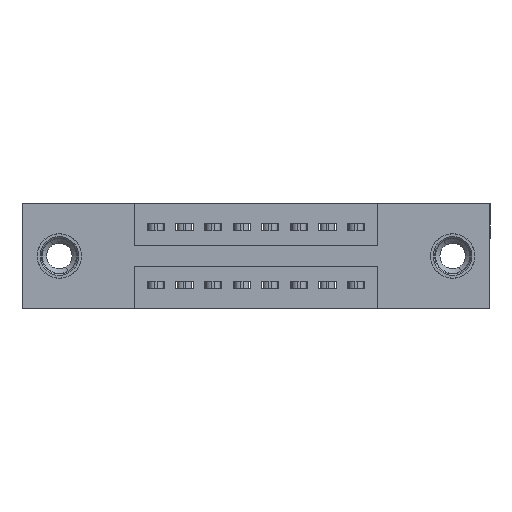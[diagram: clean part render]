
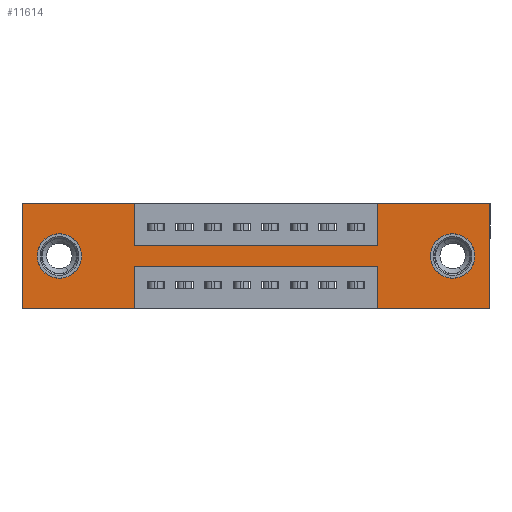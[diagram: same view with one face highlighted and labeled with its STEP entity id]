
A CAD part, front view. The second image highlights one B-rep face of the part: STEP entity #11614.
In plain terms, the highlighted planar face has unit normal (0, -1, 0).
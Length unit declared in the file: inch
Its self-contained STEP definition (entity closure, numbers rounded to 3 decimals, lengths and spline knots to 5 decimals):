
#1 = EDGE_CURVE ( 'NONE', #7134, #2313, #11528, .T. ) ;
#46 = VERTEX_POINT ( 'NONE', #14501 ) ;
#54 = DIRECTION ( 'NONE',  ( 0., 0., -1. ) ) ;
#58 = EDGE_CURVE ( 'NONE', #15360, #9637, #5095, .T. ) ;
#168 = VERTEX_POINT ( 'NONE', #12316 ) ;
#329 = ORIENTED_EDGE ( 'NONE', *, *, #1913, .F. ) ;
#342 = CIRCLE ( 'NONE', #4165, 0.078 ) ;
#393 = EDGE_CURVE ( 'NONE', #9637, #535, #14777, .T. ) ;
#527 = ORIENTED_EDGE ( 'NONE', *, *, #6405, .F. ) ;
#535 = VERTEX_POINT ( 'NONE', #1136 ) ;
#678 = LINE ( 'NONE', #13332, #5838 ) ;
#707 = AXIS2_PLACEMENT_3D ( 'NONE', #6730, #12725, #9214 ) ;
#729 = LINE ( 'NONE', #2496, #11971 ) ;
#808 = DIRECTION ( 'NONE',  ( -1., 0., 0. ) ) ;
#952 = CARTESIAN_POINT ( 'NONE',  ( 0.3925, 0., -0.37 ) ) ;
#1093 = VECTOR ( 'NONE', #3008, 39.37008 ) ;
#1094 = DIRECTION ( 'NONE',  ( 0., 0., 1. ) ) ;
#1136 = CARTESIAN_POINT ( 'NONE',  ( 0., 0., 0. ) ) ;
#1195 = CARTESIAN_POINT ( 'NONE',  ( 0.13, 0., -0.185 ) ) ;
#1243 = CARTESIAN_POINT ( 'NONE',  ( 1.2425, 0., 0. ) ) ;
#1449 = LINE ( 'NONE', #1243, #10024 ) ;
#1471 = EDGE_CURVE ( 'NONE', #11206, #15360, #2494, .T. ) ;
#1566 = EDGE_CURVE ( 'NONE', #4401, #5742, #2911, .T. ) ;
#1825 = ORIENTED_EDGE ( 'NONE', *, *, #393, .F. ) ;
#1894 = EDGE_LOOP ( 'NONE', ( #5517, #10222 ) ) ;
#1913 = EDGE_CURVE ( 'NONE', #5697, #168, #678, .T. ) ;
#1922 = ORIENTED_EDGE ( 'NONE', *, *, #9062, .F. ) ;
#1981 = ORIENTED_EDGE ( 'NONE', *, *, #10202, .T. ) ;
#2313 = VERTEX_POINT ( 'NONE', #8212 ) ;
#2494 = LINE ( 'NONE', #4647, #14190 ) ;
#2496 = CARTESIAN_POINT ( 'NONE',  ( 0., 0., 0. ) ) ;
#2858 = ORIENTED_EDGE ( 'NONE', *, *, #5740, .F. ) ;
#2898 = CARTESIAN_POINT ( 'NONE',  ( 0., 0., 0. ) ) ;
#2911 = CIRCLE ( 'NONE', #9405, 0.078 ) ;
#3008 = DIRECTION ( 'NONE',  ( 1., 0., 0. ) ) ;
#3103 = VECTOR ( 'NONE', #13357, 39.37008 ) ;
#3391 = CARTESIAN_POINT ( 'NONE',  ( 0.3925, 0., -0.15 ) ) ;
#3519 = LINE ( 'NONE', #8888, #14458 ) ;
#3538 = VECTOR ( 'NONE', #5381, 39.37008 ) ;
#3741 = VERTEX_POINT ( 'NONE', #12520 ) ;
#3808 = EDGE_CURVE ( 'NONE', #168, #15275, #10501, .T. ) ;
#3810 = CARTESIAN_POINT ( 'NONE',  ( 0.13, 0., -0.263 ) ) ;
#3824 = ORIENTED_EDGE ( 'NONE', *, *, #1471, .F. ) ;
#4165 = AXIS2_PLACEMENT_3D ( 'NONE', #6188, #13543, #12443 ) ;
#4383 = AXIS2_PLACEMENT_3D ( 'NONE', #1195, #8333, #12042 ) ;
#4401 = VERTEX_POINT ( 'NONE', #7912 ) ;
#4647 = CARTESIAN_POINT ( 'NONE',  ( 0.3925, 0., -0.37 ) ) ;
#4766 = CARTESIAN_POINT ( 'NONE',  ( 1.635, 0., -0.37 ) ) ;
#4768 = ORIENTED_EDGE ( 'NONE', *, *, #1566, .T. ) ;
#4799 = CARTESIAN_POINT ( 'NONE',  ( 0.3925, 0., -0.22 ) ) ;
#4996 = VERTEX_POINT ( 'NONE', #6300 ) ;
#5095 = LINE ( 'NONE', #6219, #3103 ) ;
#5381 = DIRECTION ( 'NONE',  ( -1., 0., 0. ) ) ;
#5517 = ORIENTED_EDGE ( 'NONE', *, *, #13591, .T. ) ;
#5548 = AXIS2_PLACEMENT_3D ( 'NONE', #7285, #12111, #9848 ) ;
#5578 = PLANE ( 'NONE',  #707 ) ;
#5680 = FACE_OUTER_BOUND ( 'NONE', #7368, .T. ) ;
#5697 = VERTEX_POINT ( 'NONE', #4766 ) ;
#5740 = EDGE_CURVE ( 'NONE', #3741, #46, #3519, .T. ) ;
#5742 = VERTEX_POINT ( 'NONE', #12793 ) ;
#5838 = VECTOR ( 'NONE', #808, 39.37008 ) ;
#6188 = CARTESIAN_POINT ( 'NONE',  ( 1.505, 0., -0.185 ) ) ;
#6219 = CARTESIAN_POINT ( 'NONE',  ( 0., 0., -0.37 ) ) ;
#6300 = CARTESIAN_POINT ( 'NONE',  ( 1.635, 0., 0. ) ) ;
#6313 = DIRECTION ( 'NONE',  ( 0., 0., -1. ) ) ;
#6335 = DIRECTION ( 'NONE',  ( 0., 0., -1. ) ) ;
#6405 = EDGE_CURVE ( 'NONE', #14951, #4996, #14059, .T. ) ;
#6730 = CARTESIAN_POINT ( 'NONE',  ( 0., 0., -0.37 ) ) ;
#7017 = FACE_BOUND ( 'NONE', #1894, .T. ) ;
#7134 = VERTEX_POINT ( 'NONE', #3810 ) ;
#7285 = CARTESIAN_POINT ( 'NONE',  ( 0.13, 0., -0.185 ) ) ;
#7368 = EDGE_LOOP ( 'NONE', ( #3824, #10820, #11545, #329, #1922, #527, #7787, #12036, #2858, #12039, #1825, #10237 ) ) ;
#7470 = DIRECTION ( 'NONE',  ( 0., 1., 0. ) ) ;
#7665 = EDGE_CURVE ( 'NONE', #46, #13313, #9743, .T. ) ;
#7782 = DIRECTION ( 'NONE',  ( 0., 0., -1. ) ) ;
#7787 = ORIENTED_EDGE ( 'NONE', *, *, #11807, .F. ) ;
#7912 = CARTESIAN_POINT ( 'NONE',  ( 1.505, 0., -0.263 ) ) ;
#8212 = CARTESIAN_POINT ( 'NONE',  ( 0.13, 0., -0.107 ) ) ;
#8276 = CARTESIAN_POINT ( 'NONE',  ( 1.505, 0., -0.185 ) ) ;
#8333 = DIRECTION ( 'NONE',  ( 0., 1., 0. ) ) ;
#8529 = DIRECTION ( 'NONE',  ( 1., 0., 0. ) ) ;
#8888 = CARTESIAN_POINT ( 'NONE',  ( 0.3925, 0., 0. ) ) ;
#8945 = CARTESIAN_POINT ( 'NONE',  ( 1.2425, 0., -0.22 ) ) ;
#9062 = EDGE_CURVE ( 'NONE', #4996, #5697, #15206, .T. ) ;
#9171 = DIRECTION ( 'NONE',  ( 0., 0., 1. ) ) ;
#9173 = CARTESIAN_POINT ( 'NONE',  ( 1.2425, 0., -0.15 ) ) ;
#9214 = DIRECTION ( 'NONE',  ( 0., 0., -1. ) ) ;
#9405 = AXIS2_PLACEMENT_3D ( 'NONE', #8276, #7470, #6313 ) ;
#9619 = CARTESIAN_POINT ( 'NONE',  ( 1.2425, 0., 0. ) ) ;
#9637 = VERTEX_POINT ( 'NONE', #12881 ) ;
#9743 = LINE ( 'NONE', #3391, #10297 ) ;
#9848 = DIRECTION ( 'NONE',  ( 0., 0., 1. ) ) ;
#10024 = VECTOR ( 'NONE', #1094, 39.37008 ) ;
#10171 = CARTESIAN_POINT ( 'NONE',  ( 0.3925, 0., -0.22 ) ) ;
#10202 = EDGE_CURVE ( 'NONE', #5742, #4401, #342, .T. ) ;
#10222 = ORIENTED_EDGE ( 'NONE', *, *, #1, .T. ) ;
#10237 = ORIENTED_EDGE ( 'NONE', *, *, #58, .F. ) ;
#10270 = DIRECTION ( 'NONE',  ( 0., 0., 1. ) ) ;
#10297 = VECTOR ( 'NONE', #10775, 39.37008 ) ;
#10501 = LINE ( 'NONE', #14061, #14315 ) ;
#10775 = DIRECTION ( 'NONE',  ( 1., 0., 0. ) ) ;
#10820 = ORIENTED_EDGE ( 'NONE', *, *, #14176, .F. ) ;
#10883 = EDGE_LOOP ( 'NONE', ( #1981, #4768 ) ) ;
#10917 = CIRCLE ( 'NONE', #4383, 0.078 ) ;
#11206 = VERTEX_POINT ( 'NONE', #4799 ) ;
#11528 = CIRCLE ( 'NONE', #5548, 0.078 ) ;
#11545 = ORIENTED_EDGE ( 'NONE', *, *, #3808, .F. ) ;
#11614 = ADVANCED_FACE ( 'NONE', ( #13254, #7017, #5680 ), #5578, .T. ) ;
#11706 = VECTOR ( 'NONE', #10270, 39.37008 ) ;
#11807 = EDGE_CURVE ( 'NONE', #13313, #14951, #1449, .T. ) ;
#11971 = VECTOR ( 'NONE', #8529, 39.37008 ) ;
#11994 = VECTOR ( 'NONE', #6335, 39.37008 ) ;
#12036 = ORIENTED_EDGE ( 'NONE', *, *, #7665, .F. ) ;
#12039 = ORIENTED_EDGE ( 'NONE', *, *, #15023, .F. ) ;
#12042 = DIRECTION ( 'NONE',  ( 0., 0., 1. ) ) ;
#12111 = DIRECTION ( 'NONE',  ( 0., 1., 0. ) ) ;
#12316 = CARTESIAN_POINT ( 'NONE',  ( 1.2425, 0., -0.37 ) ) ;
#12443 = DIRECTION ( 'NONE',  ( 0., 0., -1. ) ) ;
#12520 = CARTESIAN_POINT ( 'NONE',  ( 0.3925, 0., 0. ) ) ;
#12725 = DIRECTION ( 'NONE',  ( 0., -1., 0. ) ) ;
#12793 = CARTESIAN_POINT ( 'NONE',  ( 1.505, 0., -0.107 ) ) ;
#12881 = CARTESIAN_POINT ( 'NONE',  ( 0., 0., -0.37 ) ) ;
#13254 = FACE_BOUND ( 'NONE', #10883, .T. ) ;
#13313 = VERTEX_POINT ( 'NONE', #9173 ) ;
#13332 = CARTESIAN_POINT ( 'NONE',  ( 0., 0., -0.37 ) ) ;
#13357 = DIRECTION ( 'NONE',  ( -1., 0., 0. ) ) ;
#13543 = DIRECTION ( 'NONE',  ( 0., 1., 0. ) ) ;
#13581 = CARTESIAN_POINT ( 'NONE',  ( 1.635, 0., 0. ) ) ;
#13591 = EDGE_CURVE ( 'NONE', #2313, #7134, #10917, .T. ) ;
#14059 = LINE ( 'NONE', #15124, #1093 ) ;
#14061 = CARTESIAN_POINT ( 'NONE',  ( 1.2425, 0., -0.37 ) ) ;
#14176 = EDGE_CURVE ( 'NONE', #15275, #11206, #15410, .T. ) ;
#14190 = VECTOR ( 'NONE', #54, 39.37008 ) ;
#14315 = VECTOR ( 'NONE', #9171, 39.37008 ) ;
#14458 = VECTOR ( 'NONE', #7782, 39.37008 ) ;
#14501 = CARTESIAN_POINT ( 'NONE',  ( 0.3925, 0., -0.15 ) ) ;
#14777 = LINE ( 'NONE', #2898, #11706 ) ;
#14951 = VERTEX_POINT ( 'NONE', #9619 ) ;
#15023 = EDGE_CURVE ( 'NONE', #535, #3741, #729, .T. ) ;
#15124 = CARTESIAN_POINT ( 'NONE',  ( 0., 0., 0. ) ) ;
#15206 = LINE ( 'NONE', #13581, #11994 ) ;
#15275 = VERTEX_POINT ( 'NONE', #8945 ) ;
#15360 = VERTEX_POINT ( 'NONE', #952 ) ;
#15410 = LINE ( 'NONE', #10171, #3538 ) ;
